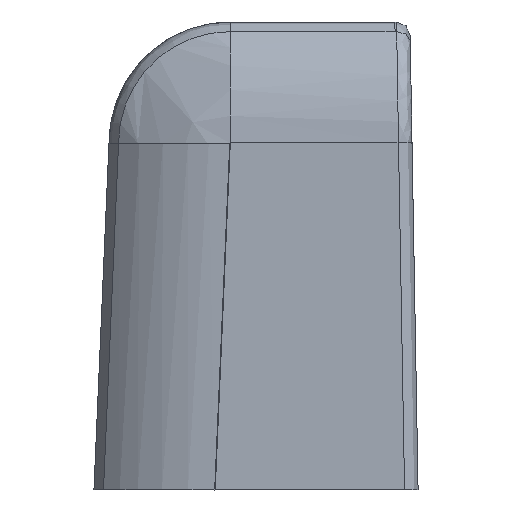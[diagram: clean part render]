
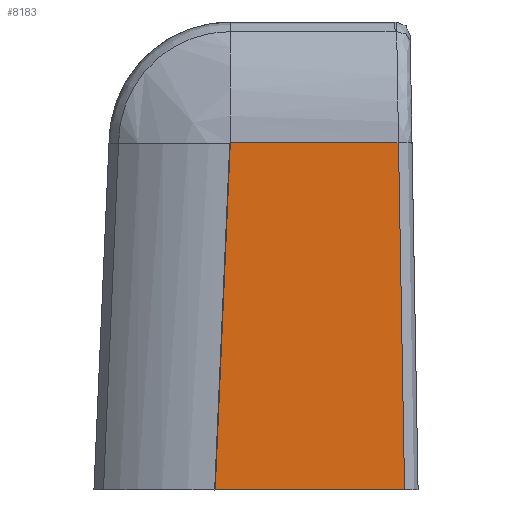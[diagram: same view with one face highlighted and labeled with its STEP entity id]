
A CAD part, left-side view. The second image highlights one B-rep face of the part: STEP entity #8183.
In plain terms, the highlighted planar face has unit normal (-1, 0, 0.009).
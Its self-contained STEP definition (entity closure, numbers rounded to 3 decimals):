
#282 = CARTESIAN_POINT ( 'NONE',  ( -52.15, -22.193, 46.075 ) ) ;
#816 = VERTEX_POINT ( 'NONE', #9243 ) ;
#1049 = VERTEX_POINT ( 'NONE', #7042 ) ;
#1312 = CARTESIAN_POINT ( 'NONE',  ( -52.15, 0., 46.051 ) ) ;
#1500 = FACE_OUTER_BOUND ( 'NONE', #9077, .T. ) ;
#1892 = CARTESIAN_POINT ( 'NONE',  ( -52.419, 1.333, 15.233 ) ) ;
#1903 = ORIENTED_EDGE ( 'NONE', *, *, #6964, .T. ) ;
#2134 = CARTESIAN_POINT ( 'NONE',  ( -52.15, 0., 46.075 ) ) ;
#2216 = CARTESIAN_POINT ( 'NONE',  ( -52.15, 0., 46.004 ) ) ;
#2522 = CARTESIAN_POINT ( 'NONE',  ( -52.151, 0., 46.028 ) ) ;
#2615 = VERTEX_POINT ( 'NONE', #4785 ) ;
#2773 = CARTESIAN_POINT ( 'NONE',  ( -52.554, -23.2, -0.15 ) ) ;
#2935 = DIRECTION ( 'NONE',  ( -1., 0., 0.009 ) ) ;
#3204 = CARTESIAN_POINT ( 'NONE',  ( -52.554, 0., -0.15 ) ) ;
#3331 = LINE ( 'NONE', #3204, #6164 ) ;
#3725 = EDGE_CURVE ( 'NONE', #3854, #12004, #10444, .T. ) ;
#3854 = VERTEX_POINT ( 'NONE', #11194 ) ;
#3939 = EDGE_CURVE ( 'NONE', #3854, #2615, #3331, .T. ) ;
#4252 = ORIENTED_EDGE ( 'NONE', *, *, #6669, .T. ) ;
#4526 = ORIENTED_EDGE ( 'NONE', *, *, #3725, .T. ) ;
#4652 = CARTESIAN_POINT ( 'NONE',  ( -52.151, 0., 46.001 ) ) ;
#4785 = CARTESIAN_POINT ( 'NONE',  ( -52.553, 2., -0.15 ) ) ;
#5110 = B_SPLINE_CURVE_WITH_KNOTS ( 'NONE', 3,
 ( #6933, #8126, #9321, #2134 ),
 .UNSPECIFIED., .F., .F.,
 ( 4, 4 ),
 ( 0., 1. ),
 .UNSPECIFIED. ) ;
#5301 = CARTESIAN_POINT ( 'NONE',  ( -52.15, -22.393, 46.075 ) ) ;
#5417 = B_SPLINE_CURVE_WITH_KNOTS ( 'NONE', 3,
 ( #6289, #14586, #7499, #282 ),
 .UNSPECIFIED., .F., .F.,
 ( 4, 4 ),
 ( 0., 1. ),
 .UNSPECIFIED. ) ;
#5476 = CARTESIAN_POINT ( 'NONE',  ( -52.15, 0., 46.004 ) ) ;
#5489 = CARTESIAN_POINT ( 'NONE',  ( -52.15, 0., 46. ) ) ;
#5570 = B_SPLINE_CURVE_WITH_KNOTS ( 'NONE', 3,
 ( #2216, #6244, #4652, #12971 ),
 .UNSPECIFIED., .F., .F.,
 ( 4, 4 ),
 ( 0., 1. ),
 .UNSPECIFIED. ) ;
#5945 = AXIS2_PLACEMENT_3D ( 'NONE', #8923, #2935, #11302 ) ;
#6164 = VECTOR ( 'NONE', #13937, 1000. ) ;
#6244 = CARTESIAN_POINT ( 'NONE',  ( -52.151, 0., 46.003 ) ) ;
#6289 = CARTESIAN_POINT ( 'NONE',  ( -52.15, -22.393, 46.075 ) ) ;
#6328 = B_SPLINE_CURVE_WITH_KNOTS ( 'NONE', 3,
 ( #9700, #1312, #2522, #10903 ),
 .UNSPECIFIED., .F., .F.,
 ( 4, 4 ),
 ( 0., 1. ),
 .UNSPECIFIED. ) ;
#6520 = PLANE ( 'NONE',  #5945 ) ;
#6628 = EDGE_CURVE ( 'NONE', #7148, #1049, #5110, .T. ) ;
#6669 = EDGE_CURVE ( 'NONE', #12004, #7148, #5417, .T. ) ;
#6759 = EDGE_CURVE ( 'NONE', #10723, #816, #5570, .T. ) ;
#6766 = ORIENTED_EDGE ( 'NONE', *, *, #6628, .T. ) ;
#6933 = CARTESIAN_POINT ( 'NONE',  ( -52.15, -22.193, 46.075 ) ) ;
#6964 = EDGE_CURVE ( 'NONE', #1049, #10723, #6328, .T. ) ;
#7006 = B_SPLINE_CURVE_WITH_KNOTS ( 'NONE', 3,
 ( #5489, #7885, #1892, #10267 ),
 .UNSPECIFIED., .F., .F.,
 ( 4, 4 ),
 ( 0., 1. ),
 .UNSPECIFIED. ) ;
#7042 = CARTESIAN_POINT ( 'NONE',  ( -52.15, 0., 46.075 ) ) ;
#7148 = VERTEX_POINT ( 'NONE', #9039 ) ;
#7186 = EDGE_CURVE ( 'NONE', #816, #2615, #7006, .T. ) ;
#7286 = VECTOR ( 'NONE', #7618, 1000. ) ;
#7499 = CARTESIAN_POINT ( 'NONE',  ( -52.15, -22.26, 46.075 ) ) ;
#7618 = DIRECTION ( 'NONE',  ( 0.009, 0.017, 1. ) ) ;
#7885 = CARTESIAN_POINT ( 'NONE',  ( -52.285, 0.667, 30.617 ) ) ;
#8126 = CARTESIAN_POINT ( 'NONE',  ( -52.15, -14.795, 46.075 ) ) ;
#8183 = ADVANCED_FACE ( 'NONE', ( #1500 ), #6520, .T. ) ;
#8834 = ORIENTED_EDGE ( 'NONE', *, *, #7186, .T. ) ;
#8923 = CARTESIAN_POINT ( 'NONE',  ( -52.149, 0., 46.2 ) ) ;
#9039 = CARTESIAN_POINT ( 'NONE',  ( -52.15, -22.193, 46.075 ) ) ;
#9077 = EDGE_LOOP ( 'NONE', ( #11444, #4526, #4252, #6766, #1903, #12660, #8834 ) ) ;
#9243 = CARTESIAN_POINT ( 'NONE',  ( -52.15, 0., 46. ) ) ;
#9321 = CARTESIAN_POINT ( 'NONE',  ( -52.15, -7.398, 46.075 ) ) ;
#9700 = CARTESIAN_POINT ( 'NONE',  ( -52.15, 0., 46.075 ) ) ;
#10267 = CARTESIAN_POINT ( 'NONE',  ( -52.553, 2., -0.15 ) ) ;
#10444 = LINE ( 'NONE', #2773, #7286 ) ;
#10723 = VERTEX_POINT ( 'NONE', #5476 ) ;
#10903 = CARTESIAN_POINT ( 'NONE',  ( -52.15, 0., 46.004 ) ) ;
#11194 = CARTESIAN_POINT ( 'NONE',  ( -52.554, -23.2, -0.15 ) ) ;
#11302 = DIRECTION ( 'NONE',  ( 0.009, 0., 1. ) ) ;
#11444 = ORIENTED_EDGE ( 'NONE', *, *, #3939, .F. ) ;
#12004 = VERTEX_POINT ( 'NONE', #5301 ) ;
#12660 = ORIENTED_EDGE ( 'NONE', *, *, #6759, .T. ) ;
#12971 = CARTESIAN_POINT ( 'NONE',  ( -52.15, 0., 46. ) ) ;
#13937 = DIRECTION ( 'NONE',  ( 0., 1., 0. ) ) ;
#14586 = CARTESIAN_POINT ( 'NONE',  ( -52.15, -22.326, 46.075 ) ) ;
